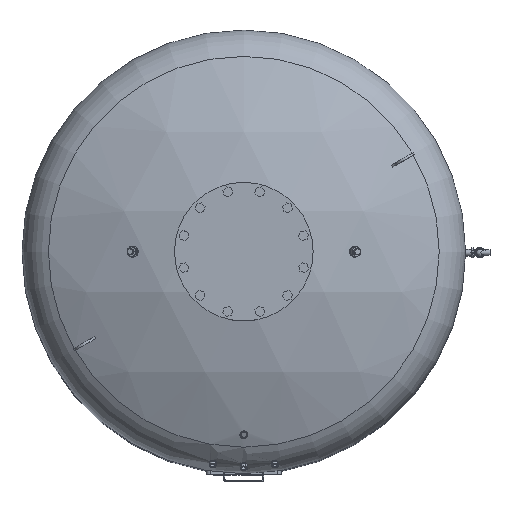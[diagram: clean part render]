
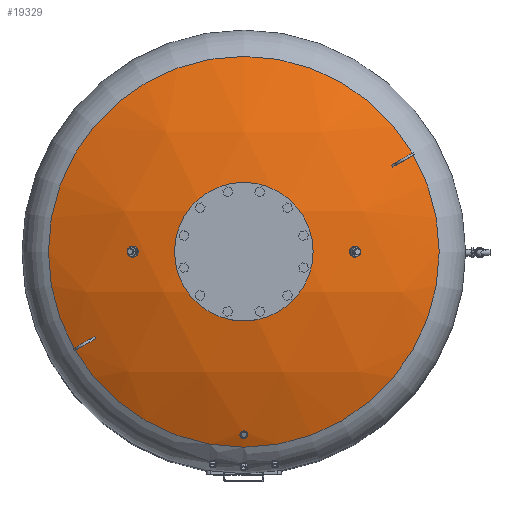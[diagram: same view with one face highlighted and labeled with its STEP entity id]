
A CAD part, top view. The second image highlights one B-rep face of the part: STEP entity #19329.
In plain terms, the highlighted spherical face has radius 1207 mm.
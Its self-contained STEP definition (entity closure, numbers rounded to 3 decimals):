
#49=SPHERICAL_SURFACE($,#21017,1207.);
#84=B_SPLINE_CURVE_WITH_KNOTS($,3,(#31270,#31271,#31272,#31273,#31274,#31275,
#31276,#31277,#31278,#31279,#31280,#31281,#31282,#31283,#31284,#31285,#31286,
#31287,#31288,#31289,#31290,#31291,#31292,#31293,#31294,#31295,#31296,#31297,
#31298,#31299,#31300,#31301,#31302,#31303,#31304,#31305,#31306,#31307,#31308,
#31309,#31310,#31311,#31312,#31313,#31314,#31315,#31316,#31317,#31318,#31319,
#31320,#31321,#31322,#31323,#31324,#31325,#31326,#31327,#31328,#31329,#31330,
#31331,#31332,#31333,#31334,#31335),.UNSPECIFIED.,.T.,.F.,(4,2,2,2,2,2,
2,2,2,2,2,2,2,2,2,2,2,2,2,2,2,2,2,2,2,2,2,2,2,2,2,2,4),(0.,1.997,
3.994,5.991,7.988,10.199,12.411,
14.622,16.833,19.043,21.253,23.463,
25.673,27.67,29.667,31.664,33.66,
35.657,37.654,39.651,41.648,43.858,
46.068,48.278,50.488,52.699,54.91,
57.122,59.333,61.33,63.327,65.324,
67.321),.UNSPECIFIED.);
#4494=FACE_BOUND($,#6904,.T.);
#5442=FACE_OUTER_BOUND($,#6903,.T.);
#6903=EDGE_LOOP($,(#15911));
#6904=EDGE_LOOP($,(#15912));
#7960=CIRCLE($,#21018,528.621);
#9377=VERTEX_POINT($,#31267);
#9378=VERTEX_POINT($,#31269);
#11685=EDGE_CURVE($,#9377,#9377,#7960,.T.);
#11686=EDGE_CURVE($,#9378,#9378,#84,.T.);
#15911=ORIENTED_EDGE($,*,*,#11685,.F.);
#15912=ORIENTED_EDGE($,*,*,#11686,.F.);
#19329=ADVANCED_FACE($,(#5442,#4494),#49,.T.);
#21017=AXIS2_PLACEMENT_3D($,#31266,#25276,#25277);
#21018=AXIS2_PLACEMENT_3D($,#31268,#25278,#25279);
#25276=DIRECTION('center_axis',(0.,-1.,0.));
#25277=DIRECTION('ref_axis',(-1.,0.,0.));
#25278=DIRECTION('center_axis',(0.,0.,
-1.));
#25279=DIRECTION('ref_axis',(1.,0.,0.));
#31266=CARTESIAN_POINT('Origin',(0.,0.,
1213.));
#31267=CARTESIAN_POINT('',(528.621,0.,2298.085));
#31268=CARTESIAN_POINT('Origin',(0.,0.,
2298.085));
#31269=CARTESIAN_POINT('',(0.,-505.65,2308.978));
#31270=CARTESIAN_POINT('Ctrl Pts',(0.,-505.65,2308.978));
#31271=CARTESIAN_POINT('Ctrl Pts',(0.666,-505.65,2308.978));
#31272=CARTESIAN_POINT('Ctrl Pts',(1.352,-505.587,2309.006));
#31273=CARTESIAN_POINT('Ctrl Pts',(2.711,-505.322,2309.126));
#31274=CARTESIAN_POINT('Ctrl Pts',(3.385,-505.122,2309.216));
#31275=CARTESIAN_POINT('Ctrl Pts',(4.672,-504.596,2309.454));
#31276=CARTESIAN_POINT('Ctrl Pts',(5.286,-504.27,2309.601));
#31277=CARTESIAN_POINT('Ctrl Pts',(6.418,-503.526,2309.937));
#31278=CARTESIAN_POINT('Ctrl Pts',(6.936,-503.107,2310.126));
#31279=CARTESIAN_POINT('Ctrl Pts',(7.899,-502.178,2310.545));
#31280=CARTESIAN_POINT('Ctrl Pts',(8.368,-501.627,2310.793));
#31281=CARTESIAN_POINT('Ctrl Pts',(9.188,-500.434,2311.331));
#31282=CARTESIAN_POINT('Ctrl Pts',(9.539,-499.791,2311.621));
#31283=CARTESIAN_POINT('Ctrl Pts',(10.1,-498.454,2312.223));
#31284=CARTESIAN_POINT('Ctrl Pts',(10.31,-497.76,2312.535));
#31285=CARTESIAN_POINT('Ctrl Pts',(10.585,-496.369,2313.161));
#31286=CARTESIAN_POINT('Ctrl Pts',(10.65,-495.672,2313.475));
#31287=CARTESIAN_POINT('Ctrl Pts',(10.65,-494.328,2314.079));
#31288=CARTESIAN_POINT('Ctrl Pts',(10.585,-493.631,2314.393));
#31289=CARTESIAN_POINT('Ctrl Pts',(10.311,-492.241,2315.017));
#31290=CARTESIAN_POINT('Ctrl Pts',(10.101,-491.547,2315.329));
#31291=CARTESIAN_POINT('Ctrl Pts',(9.54,-490.211,2315.929));
#31292=CARTESIAN_POINT('Ctrl Pts',(9.189,-489.567,2316.218));
#31293=CARTESIAN_POINT('Ctrl Pts',(8.369,-488.374,2316.753));
#31294=CARTESIAN_POINT('Ctrl Pts',(7.9,-487.823,2317.));
#31295=CARTESIAN_POINT('Ctrl Pts',(6.937,-486.894,2317.416));
#31296=CARTESIAN_POINT('Ctrl Pts',(6.419,-486.475,2317.604));
#31297=CARTESIAN_POINT('Ctrl Pts',(5.286,-485.73,2317.938));
#31298=CARTESIAN_POINT('Ctrl Pts',(4.672,-485.404,2318.084));
#31299=CARTESIAN_POINT('Ctrl Pts',(3.385,-484.878,2318.319));
#31300=CARTESIAN_POINT('Ctrl Pts',(2.711,-484.678,2318.409));
#31301=CARTESIAN_POINT('Ctrl Pts',(1.352,-484.413,2318.528));
#31302=CARTESIAN_POINT('Ctrl Pts',(0.666,-484.35,2318.556));
#31303=CARTESIAN_POINT('Ctrl Pts',(-0.666,-484.35,2318.556));
#31304=CARTESIAN_POINT('Ctrl Pts',(-1.352,-484.413,
2318.528));
#31305=CARTESIAN_POINT('Ctrl Pts',(-2.711,-484.678,
2318.409));
#31306=CARTESIAN_POINT('Ctrl Pts',(-3.385,-484.878,
2318.319));
#31307=CARTESIAN_POINT('Ctrl Pts',(-4.672,-485.404,
2318.084));
#31308=CARTESIAN_POINT('Ctrl Pts',(-5.286,-485.73,
2317.938));
#31309=CARTESIAN_POINT('Ctrl Pts',(-6.419,-486.475,
2317.604));
#31310=CARTESIAN_POINT('Ctrl Pts',(-6.937,-486.894,
2317.416));
#31311=CARTESIAN_POINT('Ctrl Pts',(-7.9,-487.823,
2317.));
#31312=CARTESIAN_POINT('Ctrl Pts',(-8.369,-488.374,
2316.753));
#31313=CARTESIAN_POINT('Ctrl Pts',(-9.189,-489.567,
2316.218));
#31314=CARTESIAN_POINT('Ctrl Pts',(-9.54,-490.211,
2315.929));
#31315=CARTESIAN_POINT('Ctrl Pts',(-10.101,-491.547,2315.329));
#31316=CARTESIAN_POINT('Ctrl Pts',(-10.311,-492.241,2315.017));
#31317=CARTESIAN_POINT('Ctrl Pts',(-10.585,-493.631,
2314.393));
#31318=CARTESIAN_POINT('Ctrl Pts',(-10.65,-494.328,2314.079));
#31319=CARTESIAN_POINT('Ctrl Pts',(-10.65,-495.672,2313.475));
#31320=CARTESIAN_POINT('Ctrl Pts',(-10.585,-496.369,
2313.161));
#31321=CARTESIAN_POINT('Ctrl Pts',(-10.31,-497.76,
2312.535));
#31322=CARTESIAN_POINT('Ctrl Pts',(-10.1,-498.454,
2312.223));
#31323=CARTESIAN_POINT('Ctrl Pts',(-9.539,-499.791,
2311.621));
#31324=CARTESIAN_POINT('Ctrl Pts',(-9.188,-500.434,
2311.331));
#31325=CARTESIAN_POINT('Ctrl Pts',(-8.368,-501.627,
2310.793));
#31326=CARTESIAN_POINT('Ctrl Pts',(-7.899,-502.178,
2310.545));
#31327=CARTESIAN_POINT('Ctrl Pts',(-6.936,-503.107,
2310.126));
#31328=CARTESIAN_POINT('Ctrl Pts',(-6.418,-503.526,
2309.937));
#31329=CARTESIAN_POINT('Ctrl Pts',(-5.286,-504.27,
2309.601));
#31330=CARTESIAN_POINT('Ctrl Pts',(-4.672,-504.596,2309.454));
#31331=CARTESIAN_POINT('Ctrl Pts',(-3.385,-505.122,
2309.216));
#31332=CARTESIAN_POINT('Ctrl Pts',(-2.711,-505.322,
2309.126));
#31333=CARTESIAN_POINT('Ctrl Pts',(-1.352,-505.587,2309.006));
#31334=CARTESIAN_POINT('Ctrl Pts',(-0.666,-505.65,2308.978));
#31335=CARTESIAN_POINT('Ctrl Pts',(0.,-505.65,2308.978));
